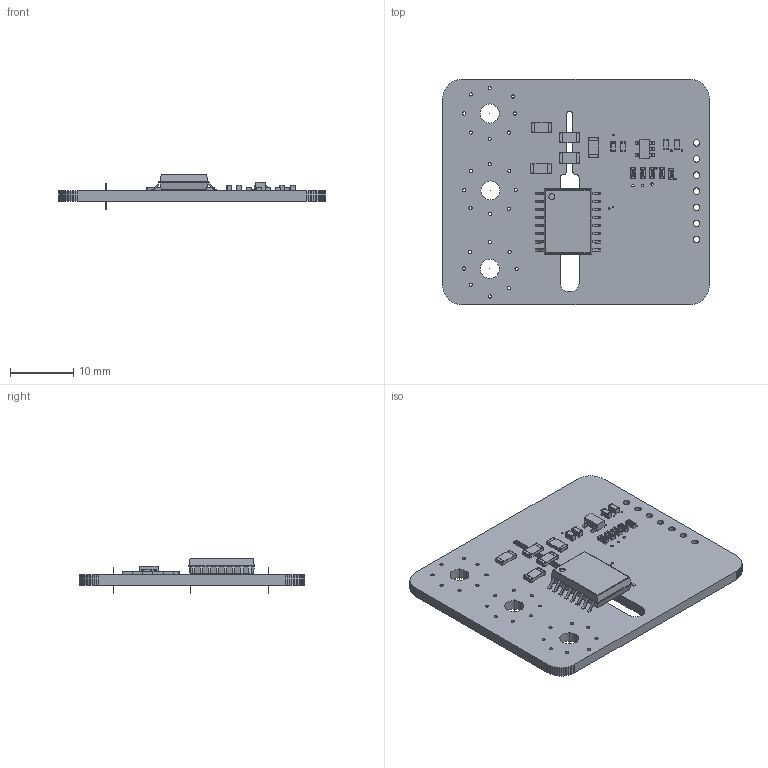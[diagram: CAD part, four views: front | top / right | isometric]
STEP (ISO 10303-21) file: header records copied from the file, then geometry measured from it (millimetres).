
FILE_DESCRIPTION(('PCB Model'),'2;1');
FILE_NAME('ACS71020.STEP','2021-09-11T10:21:58',( 'pritesh'),('Unspecified'),'Open CASCADE STEP processor 6.8', 'Proteus','Unknown');
FILE_SCHEMA(('AUTOMOTIVE_DESIGN { 1 0 10303 214 1 1 1 1 }'));
Length unit declared in the file: millimetre
Products named in the file (81): Open CASCADE STEP translator 6.8 1; Layer_1; U1; Open CASCADE STEP translator 6.8 1.2.1; Body_1; =>[0:1:1:2]; =>[0:1:1:3]; SOLID; J1; Open CASCADE STEP translator 6.8 1.3.1; Pin_1; J2; J4; R1; Open CASCADE STEP translator 6.8 1.6.1; =>[0:1:1:4]; =>[0:1:1:5]; =>[0:1:1:6]; R2; Open CASCADE STEP translator 6.8 1.7.1; R3; Open CASCADE STEP translator 6.8 1.8.1; R4; Open CASCADE STEP translator 6.8 1.9.1; R5; Open CASCADE STEP translator 6.8 1.10.1; U6; Open CASCADE STEP translator 6.8 1.11.1; Pin_2; Pin_3; Pin_4; Pin_5; C21; Open CASCADE STEP translator 6.8 1.12.1; Part_3; Part_2; Part_1; C22; Open CASCADE STEP translator 6.8 1.13.1; C23 ...
Assembly tree (99 placements, depth 6):
  Open CASCADE STEP translator 6.8 1
    Layer_1
    U1
      Open CASCADE STEP translator 6.8 1.2.1
        Body_1
          =>[0:1:1:2]
          =>[0:1:1:3]
            SOLID
            SOLID
            SOLID
            SOLID
            SOLID
            SOLID
            SOLID
            SOLID
            SOLID
            SOLID
            SOLID
            SOLID
            SOLID
            SOLID
            SOLID
            SOLID
    J1
      Open CASCADE STEP translator 6.8 1.3.1
        Pin_1
    J2
      Open CASCADE STEP translator 6.8 1.3.1
        Pin_1
    J4
      Open CASCADE STEP translator 6.8 1.3.1
        Pin_1
    R1
      Open CASCADE STEP translator 6.8 1.6.1
        Body_1
          =>[0:1:1:3]
          =>[0:1:1:4]
          =>[0:1:1:5]
          =>[0:1:1:6]
    R2
      Open CASCADE STEP translator 6.8 1.7.1
        Body_1
          =>[0:1:1:3]
          =>[0:1:1:4]
          =>[0:1:1:5]
          =>[0:1:1:6]
    R3
      Open CASCADE STEP translator 6.8 1.8.1
        Body_1
          =>[0:1:1:3]
          =>[0:1:1:4]
          =>[0:1:1:5]
          =>[0:1:1:6]
    R4
      Open CASCADE STEP translator 6.8 1.9.1
        Body_1
          =>[0:1:1:3]
          =>[0:1:1:4]
          =>[0:1:1:5]
          =>[0:1:1:6]
Bounding box: 42 x 35.5 x 5.66 mm (x, y, z)
Volume: 2487.2 mm3; surface area: 3829.7 mm2
Topology: 79 solids, 79 shells, 1389 faces, 3511 edges, 2272 vertices
Faces by surface type: plane 893, cylinder 247, bspline 205, sphere 44
Entity records: 27816 total; most frequent: CARTESIAN_POINT 6793, ORIENTED_EDGE 3654, DIRECTION 3581, EDGE_CURVE 1827, LINE 1337, VECTOR 1337, VERTEX_POINT 1204, AXIS2_PLACEMENT_3D 1122
